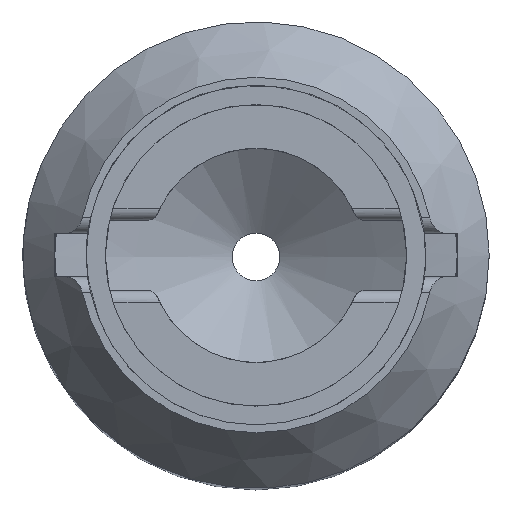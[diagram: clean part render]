
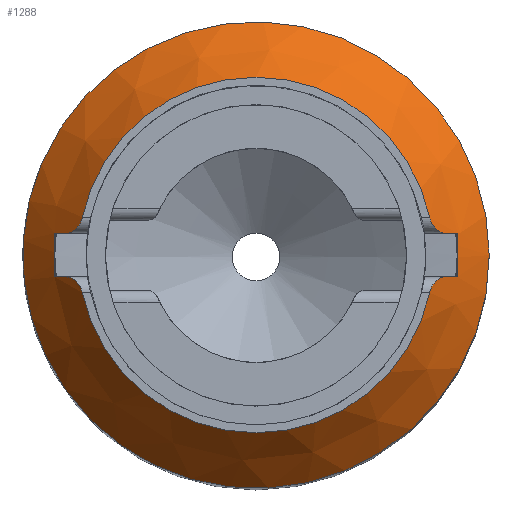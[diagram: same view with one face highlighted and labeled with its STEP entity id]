
A CAD part, top view. The second image highlights one B-rep face of the part: STEP entity #1288.
In plain terms, the highlighted conical face has half-angle 40 degrees and reference radius 11.2 mm.
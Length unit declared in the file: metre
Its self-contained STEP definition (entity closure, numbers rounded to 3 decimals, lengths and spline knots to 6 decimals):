
#40=CONICAL_SURFACE('',#1399,0.0112,0.698);
#69=B_SPLINE_CURVE_WITH_KNOTS('',3,(#1990,#1991,#1992,#1993),
 .UNSPECIFIED.,.F.,.F.,(4,4),(0.,0.001147),.UNSPECIFIED.);
#70=B_SPLINE_CURVE_WITH_KNOTS('',3,(#2002,#2003,#2004,#2005),
 .UNSPECIFIED.,.F.,.F.,(4,4),(0.,0.001147),.UNSPECIFIED.);
#72=B_SPLINE_CURVE_WITH_KNOTS('',3,(#2015,#2016,#2017,#2018),
 .UNSPECIFIED.,.F.,.F.,(4,4),(0.,0.00275),.UNSPECIFIED.);
#73=B_SPLINE_CURVE_WITH_KNOTS('',3,(#2031,#2032,#2033,#2034),
 .UNSPECIFIED.,.F.,.F.,(4,4),(0.,0.001147),.UNSPECIFIED.);
#75=B_SPLINE_CURVE_WITH_KNOTS('',3,(#2046,#2047,#2048,#2049),
 .UNSPECIFIED.,.F.,.F.,(4,4),(0.,0.001147),.UNSPECIFIED.);
#76=B_SPLINE_CURVE_WITH_KNOTS('',3,(#2056,#2057,#2058,#2059),
 .UNSPECIFIED.,.F.,.F.,(4,4),(0.,0.00275),.UNSPECIFIED.);
#93=B_SPLINE_CURVE_WITH_KNOTS('',3,(#2267,#2268,#2269,#2270,#2271),
 .UNSPECIFIED.,.F.,.F.,(4,1,4),(0.,0.00094,0.001881),
 .UNSPECIFIED.);
#94=B_SPLINE_CURVE_WITH_KNOTS('',3,(#2273,#2274,#2275,#2276,#2277),
 .UNSPECIFIED.,.F.,.F.,(4,1,4),(0.,0.000939,0.001879),
 .UNSPECIFIED.);
#95=B_SPLINE_CURVE_WITH_KNOTS('',3,(#2279,#2280,#2281,#2282,#2283),
 .UNSPECIFIED.,.F.,.F.,(4,1,4),(0.,0.000939,0.001879),
 .UNSPECIFIED.);
#96=B_SPLINE_CURVE_WITH_KNOTS('',3,(#2285,#2286,#2287,#2288,#2289),
 .UNSPECIFIED.,.F.,.F.,(4,1,4),(0.,0.00094,0.001881),
 .UNSPECIFIED.);
#555=ORIENTED_EDGE('',*,*,#733,.F.);
#556=ORIENTED_EDGE('',*,*,#823,.F.);
#557=ORIENTED_EDGE('',*,*,#696,.F.);
#558=ORIENTED_EDGE('',*,*,#822,.F.);
#559=ORIENTED_EDGE('',*,*,#760,.F.);
#560=ORIENTED_EDGE('',*,*,#764,.F.);
#561=ORIENTED_EDGE('',*,*,#755,.F.);
#562=ORIENTED_EDGE('',*,*,#824,.F.);
#563=ORIENTED_EDGE('',*,*,#820,.F.);
#564=ORIENTED_EDGE('',*,*,#825,.F.);
#565=ORIENTED_EDGE('',*,*,#740,.F.);
#566=ORIENTED_EDGE('',*,*,#749,.F.);
#567=ORIENTED_EDGE('',*,*,#745,.F.);
#696=EDGE_CURVE('',#884,#885,#999,.T.);
#733=EDGE_CURVE('',#920,#920,#1007,.F.);
#740=EDGE_CURVE('',#926,#927,#69,.T.);
#745=EDGE_CURVE('',#929,#930,#70,.T.);
#749=EDGE_CURVE('',#930,#926,#72,.T.);
#755=EDGE_CURVE('',#936,#937,#73,.T.);
#760=EDGE_CURVE('',#939,#940,#75,.T.);
#764=EDGE_CURVE('',#937,#939,#76,.T.);
#820=EDGE_CURVE('',#970,#971,#1017,.T.);
#822=EDGE_CURVE('',#940,#884,#93,.T.);
#823=EDGE_CURVE('',#885,#929,#94,.T.);
#824=EDGE_CURVE('',#971,#936,#95,.T.);
#825=EDGE_CURVE('',#927,#970,#96,.T.);
#884=VERTEX_POINT('',#1837);
#885=VERTEX_POINT('',#1839);
#920=VERTEX_POINT('',#1975);
#926=VERTEX_POINT('',#1989);
#927=VERTEX_POINT('',#1994);
#929=VERTEX_POINT('',#2001);
#930=VERTEX_POINT('',#2006);
#936=VERTEX_POINT('',#2030);
#937=VERTEX_POINT('',#2035);
#939=VERTEX_POINT('',#2045);
#940=VERTEX_POINT('',#2050);
#970=VERTEX_POINT('',#2262);
#971=VERTEX_POINT('',#2264);
#999=CIRCLE('',#1343,0.0112);
#1007=CIRCLE('',#1353,0.0147);
#1017=CIRCLE('',#1390,0.0112);
#1079=EDGE_LOOP('',(#555));
#1080=EDGE_LOOP('',(#556,#557,#558,#559,#560,#561,#562,#563,#564,#565,#566,
#567));
#1169=FACE_BOUND('',#1079,.T.);
#1170=FACE_BOUND('',#1080,.T.);
#1288=ADVANCED_FACE('',(#1169,#1170),#40,.T.);
#1343=AXIS2_PLACEMENT_3D('',#1838,#1475,#1476);
#1353=AXIS2_PLACEMENT_3D('',#1974,#1506,#1507);
#1390=AXIS2_PLACEMENT_3D('',#2263,#1625,#1626);
#1399=AXIS2_PLACEMENT_3D('',#2374,#1644,#1645);
#1475=DIRECTION('',(0.,0.,1.));
#1476=DIRECTION('',(1.,0.,0.));
#1506=DIRECTION('',(0.,0.,1.));
#1507=DIRECTION('',(1.,0.,0.));
#1625=DIRECTION('',(0.,0.,1.));
#1626=DIRECTION('',(1.,0.,0.));
#1644=DIRECTION('',(0.,0.,-1.));
#1645=DIRECTION('',(-1.,0.,0.));
#1837=CARTESIAN_POINT('',(-0.010945,-0.002375,0.034));
#1838=CARTESIAN_POINT('',(0.,0.,0.034));
#1839=CARTESIAN_POINT('',(0.010945,-0.002375,0.034));
#1974=CARTESIAN_POINT('',(0.,0.,0.029829));
#1975=CARTESIAN_POINT('',(0.0147,0.,0.029829));
#1989=CARTESIAN_POINT('',(0.0127,0.001375,0.032124));
#1990=CARTESIAN_POINT('',(0.0127,0.001375,0.032124));
#1991=CARTESIAN_POINT('',(0.012453,0.001375,0.032416));
#1992=CARTESIAN_POINT('',(0.012207,0.001375,0.032708));
#1993=CARTESIAN_POINT('',(0.01196,0.001375,0.033));
#1994=CARTESIAN_POINT('',(0.01196,0.001375,0.033));
#2001=CARTESIAN_POINT('',(0.01196,-0.001375,0.033));
#2002=CARTESIAN_POINT('',(0.01196,-0.001375,0.033));
#2003=CARTESIAN_POINT('',(0.012207,-0.001375,0.032708));
#2004=CARTESIAN_POINT('',(0.012453,-0.001375,0.032416));
#2005=CARTESIAN_POINT('',(0.0127,-0.001375,0.032124));
#2006=CARTESIAN_POINT('',(0.0127,-0.001375,0.032124));
#2015=CARTESIAN_POINT('',(0.0127,-0.001375,0.032124));
#2016=CARTESIAN_POINT('',(0.0127,-0.000458,0.032242));
#2017=CARTESIAN_POINT('',(0.0127,0.000458,0.032242));
#2018=CARTESIAN_POINT('',(0.0127,0.001375,0.032124));
#2030=CARTESIAN_POINT('',(-0.01196,0.001375,0.033));
#2031=CARTESIAN_POINT('',(-0.01196,0.001375,0.033));
#2032=CARTESIAN_POINT('',(-0.012207,0.001375,0.032708));
#2033=CARTESIAN_POINT('',(-0.012453,0.001375,0.032416));
#2034=CARTESIAN_POINT('',(-0.0127,0.001375,0.032124));
#2035=CARTESIAN_POINT('',(-0.0127,0.001375,0.032124));
#2045=CARTESIAN_POINT('',(-0.0127,-0.001375,0.032124));
#2046=CARTESIAN_POINT('',(-0.0127,-0.001375,0.032124));
#2047=CARTESIAN_POINT('',(-0.012453,-0.001375,0.032416));
#2048=CARTESIAN_POINT('',(-0.012207,-0.001375,0.032708));
#2049=CARTESIAN_POINT('',(-0.01196,-0.001375,0.033));
#2050=CARTESIAN_POINT('',(-0.01196,-0.001375,0.033));
#2056=CARTESIAN_POINT('',(-0.0127,0.001375,0.032124));
#2057=CARTESIAN_POINT('',(-0.0127,0.000458,0.032242));
#2058=CARTESIAN_POINT('',(-0.0127,-0.000458,0.032242));
#2059=CARTESIAN_POINT('',(-0.0127,-0.001375,0.032124));
#2262=CARTESIAN_POINT('',(0.010945,0.002375,0.034));
#2263=CARTESIAN_POINT('',(0.,0.,0.034));
#2264=CARTESIAN_POINT('',(-0.010945,0.002375,0.034));
#2267=CARTESIAN_POINT('',(-0.01196,-0.001375,0.033));
#2268=CARTESIAN_POINT('',(-0.011756,-0.001375,0.033242));
#2269=CARTESIAN_POINT('',(-0.011344,-0.001539,0.033711));
#2270=CARTESIAN_POINT('',(-0.011013,-0.002063,0.034));
#2271=CARTESIAN_POINT('',(-0.010945,-0.002375,0.034));
#2273=CARTESIAN_POINT('',(0.010945,-0.002375,0.034));
#2274=CARTESIAN_POINT('',(0.011013,-0.002064,0.034));
#2275=CARTESIAN_POINT('',(0.01134,-0.001542,0.033715));
#2276=CARTESIAN_POINT('',(0.011756,-0.001375,0.033242));
#2277=CARTESIAN_POINT('',(0.01196,-0.001375,0.033));
#2279=CARTESIAN_POINT('',(-0.010945,0.002375,0.034));
#2280=CARTESIAN_POINT('',(-0.011013,0.002064,0.034));
#2281=CARTESIAN_POINT('',(-0.01134,0.001542,0.033715));
#2282=CARTESIAN_POINT('',(-0.011756,0.001375,0.033242));
#2283=CARTESIAN_POINT('',(-0.01196,0.001375,0.033));
#2285=CARTESIAN_POINT('',(0.01196,0.001375,0.033));
#2286=CARTESIAN_POINT('',(0.011756,0.001375,0.033242));
#2287=CARTESIAN_POINT('',(0.011344,0.001539,0.033711));
#2288=CARTESIAN_POINT('',(0.011013,0.002063,0.034));
#2289=CARTESIAN_POINT('',(0.010945,0.002375,0.034));
#2374=CARTESIAN_POINT('',(0.,0.,0.034));
